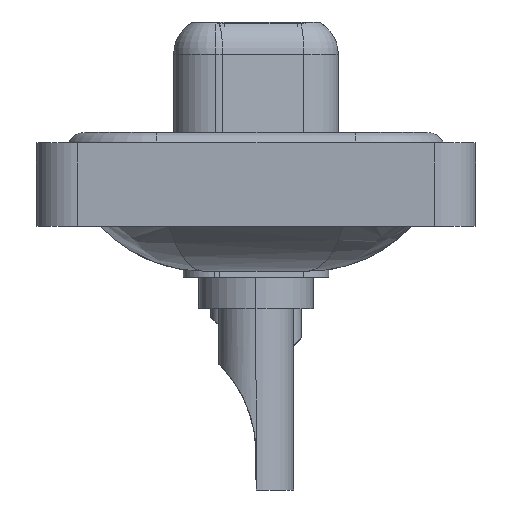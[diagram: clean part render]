
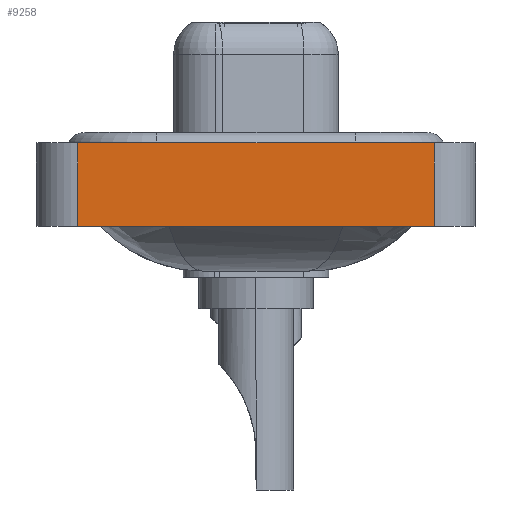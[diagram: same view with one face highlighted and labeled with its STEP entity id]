
A CAD part, left-side view. The second image highlights one B-rep face of the part: STEP entity #9258.
In plain terms, the highlighted planar face has unit normal (-1, 0, 0).
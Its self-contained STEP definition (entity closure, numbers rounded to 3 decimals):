
#304 = LINE ( 'NONE', #19986, #4854 ) ;
#1484 = VECTOR ( 'NONE', #1905, 1000. ) ;
#1905 = DIRECTION ( 'NONE',  ( 0., 0., 1. ) ) ;
#2444 = ORIENTED_EDGE ( 'NONE', *, *, #12668, .T. ) ;
#2639 = FACE_OUTER_BOUND ( 'NONE', #20856, .T. ) ;
#3266 = ORIENTED_EDGE ( 'NONE', *, *, #17467, .T. ) ;
#3934 = VERTEX_POINT ( 'NONE', #8649 ) ;
#4317 = AXIS2_PLACEMENT_3D ( 'NONE', #9230, #5999, #9135 ) ;
#4854 = VECTOR ( 'NONE', #6820, 1000. ) ;
#5487 = VERTEX_POINT ( 'NONE', #10129 ) ;
#5999 = DIRECTION ( 'NONE',  ( -1., 0., 0. ) ) ;
#6820 = DIRECTION ( 'NONE',  ( 0., -1., 0. ) ) ;
#7764 = LINE ( 'NONE', #11308, #16759 ) ;
#8081 = ORIENTED_EDGE ( 'NONE', *, *, #13056, .F. ) ;
#8649 = CARTESIAN_POINT ( 'NONE',  ( -7.35, -8.55, -3.6 ) ) ;
#9135 = DIRECTION ( 'NONE',  ( 0., 0., 1. ) ) ;
#9230 = CARTESIAN_POINT ( 'NONE',  ( -7.35, -8.55, -3.6 ) ) ;
#9258 = ADVANCED_FACE ( 'NONE', ( #2639 ), #12481, .T. ) ;
#9952 = VERTEX_POINT ( 'NONE', #16766 ) ;
#10129 = CARTESIAN_POINT ( 'NONE',  ( -7.35, 8.55, -3.6 ) ) ;
#11308 = CARTESIAN_POINT ( 'NONE',  ( -7.35, -8.55, -3.6 ) ) ;
#12481 = PLANE ( 'NONE',  #4317 ) ;
#12668 = EDGE_CURVE ( 'NONE', #5487, #3934, #16297, .T. ) ;
#12726 = DIRECTION ( 'NONE',  ( 0., 0., 1. ) ) ;
#13034 = VERTEX_POINT ( 'NONE', #20205 ) ;
#13056 = EDGE_CURVE ( 'NONE', #9952, #13034, #304, .T. ) ;
#14148 = VECTOR ( 'NONE', #20966, 1000. ) ;
#14268 = EDGE_CURVE ( 'NONE', #5487, #9952, #19847, .T. ) ;
#15794 = ORIENTED_EDGE ( 'NONE', *, *, #14268, .F. ) ;
#15972 = CARTESIAN_POINT ( 'NONE',  ( -7.35, -8.55, -3.6 ) ) ;
#16297 = LINE ( 'NONE', #15972, #14148 ) ;
#16759 = VECTOR ( 'NONE', #12726, 1000. ) ;
#16766 = CARTESIAN_POINT ( 'NONE',  ( -7.35, 8.55, 0.4 ) ) ;
#17467 = EDGE_CURVE ( 'NONE', #3934, #13034, #7764, .T. ) ;
#18439 = CARTESIAN_POINT ( 'NONE',  ( -7.35, 8.55, -3.6 ) ) ;
#19847 = LINE ( 'NONE', #18439, #1484 ) ;
#19986 = CARTESIAN_POINT ( 'NONE',  ( -7.35, -8.55, 0.4 ) ) ;
#20205 = CARTESIAN_POINT ( 'NONE',  ( -7.35, -8.55, 0.4 ) ) ;
#20856 = EDGE_LOOP ( 'NONE', ( #3266, #8081, #15794, #2444 ) ) ;
#20966 = DIRECTION ( 'NONE',  ( 0., -1., 0. ) ) ;
